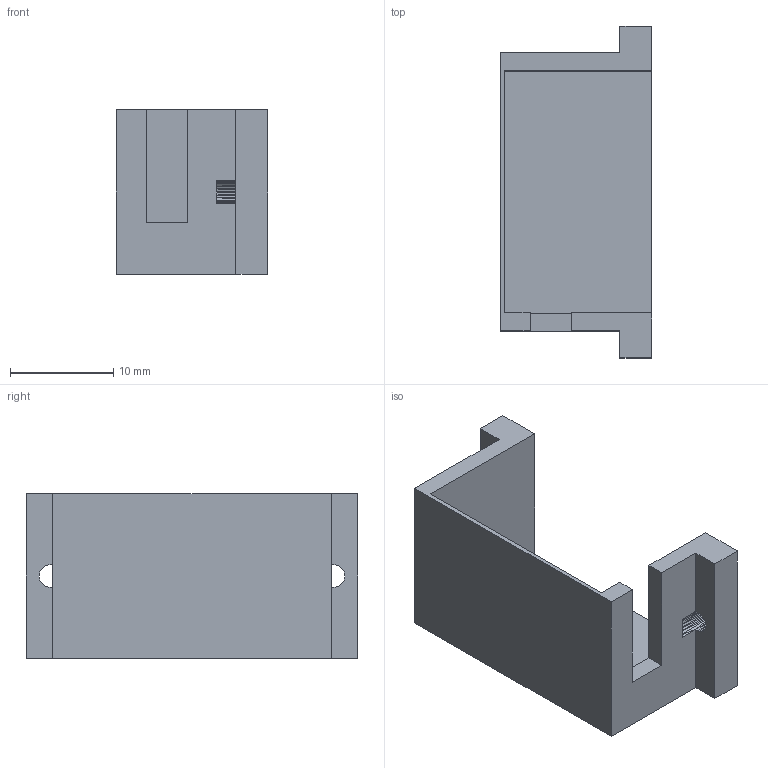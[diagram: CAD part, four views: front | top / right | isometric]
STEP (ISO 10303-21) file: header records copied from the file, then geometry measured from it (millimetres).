
FILE_DESCRIPTION(('FreeCAD Model'),'2;1');
FILE_NAME('motor_hold.step', '2015-04-18T21:49:01',('Author'),(''), 'Open CASCADE STEP processor 6.8','FreeCAD','Unknown');
FILE_SCHEMA(('AUTOMOTIVE_DESIGN_CC2 { 1 2 10303 214 -1 1 5 4 }'));
Length unit declared in the file: millimetre
Products named in the file (1): Pocket
Bounding box: 14.71 x 32.2 x 16 mm (x, y, z)
Volume: 1701.9 mm3; surface area: 2723.3 mm2
Topology: 1 solids, 1 shells, 122 faces, 256 edges, 134 vertices
Faces by surface type: plane 122
Entity records: 6207 total; most frequent: CARTESIAN_POINT 1215, DIRECTION 824, LINE 578, VECTOR 578, ORIENTED_EDGE 512, PCURVE 512, DEFINITIONAL_REPRESENTATION 512, EDGE_CURVE 256
